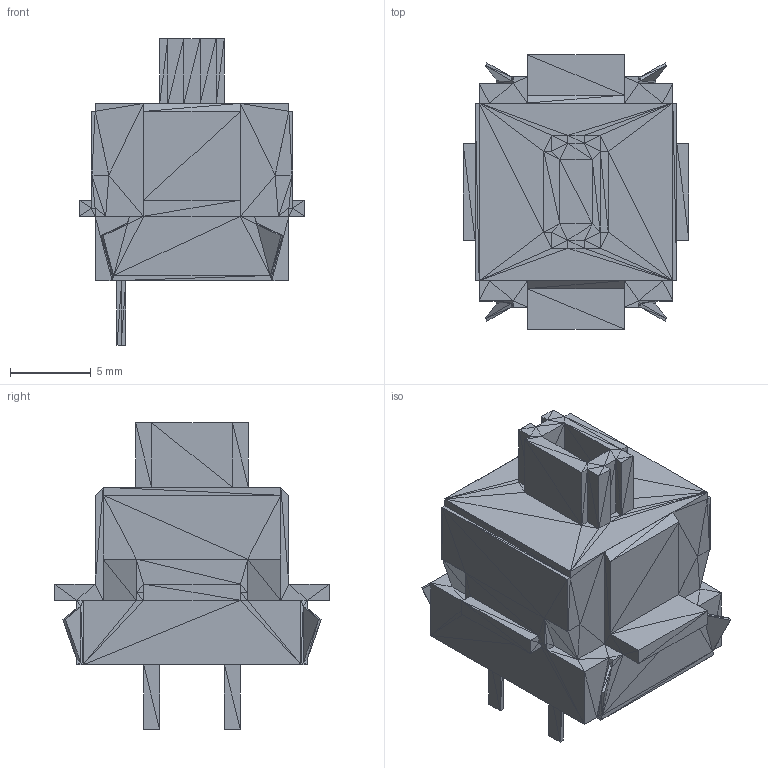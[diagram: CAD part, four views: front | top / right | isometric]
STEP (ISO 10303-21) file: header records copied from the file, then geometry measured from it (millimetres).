
FILE_DESCRIPTION(/* description */ (''),/* implementation_level */ '2;1');
FILE_NAME(/* name */ 'ALPS-switch v1.step',/* time_stamp */ '2022-04-28T21:20:11+02:00',/* author */ (''),/* organization */ (''),/* preprocessor_version */ 'ST-DEVELOPER v18.1',/* originating_system */ 'Autodesk Translation Framework v10.14.0.1471',/* authorisation */ '');
FILE_SCHEMA (('AUTOMOTIVE_DESIGN { 1 0 10303 214 3 1 1 }'));
Length unit declared in the file: millimetre
Products named in the file (1): ALPS-switch
Bounding box: 14 x 17 x 19 mm (x, y, z)
Volume: 1784.9 mm3; surface area: 1141.5 mm2
Topology: 1 solids, 1 shells, 500 faces, 750 edges, 252 vertices
Faces by surface type: plane 500
Entity records: 9795 total; most frequent: DIRECTION 1752, CARTESIAN_POINT 1503, ORIENTED_EDGE 1500, LINE 750, VECTOR 750, EDGE_CURVE 750, AXIS2_PLACEMENT_3D 501, FACE_OUTER_BOUND 500
